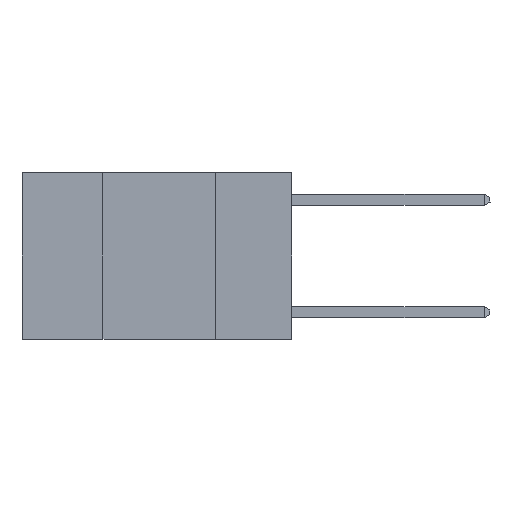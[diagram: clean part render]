
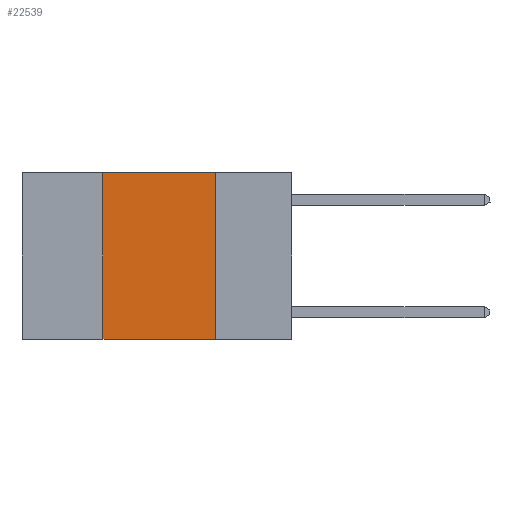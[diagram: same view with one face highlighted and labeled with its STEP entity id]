
A CAD part, left-side view. The second image highlights one B-rep face of the part: STEP entity #22539.
In plain terms, the highlighted planar face has unit normal (-1, 0, 0).
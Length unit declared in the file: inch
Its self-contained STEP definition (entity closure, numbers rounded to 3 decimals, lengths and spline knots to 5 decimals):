
#411 = CARTESIAN_POINT ( 'NONE',  ( 0., 0.17, 0. ) ) ;
#1187 = EDGE_CURVE ( 'NONE', #21476, #10040, #5651, .T. ) ;
#1451 = ORIENTED_EDGE ( 'NONE', *, *, #18334, .F. ) ;
#1636 = CARTESIAN_POINT ( 'NONE',  ( 0., 0.6, -0.37 ) ) ;
#2012 = CARTESIAN_POINT ( 'NONE',  ( 0., 0.6, 0. ) ) ;
#2024 = VECTOR ( 'NONE', #27659, 39.37008 ) ;
#5522 = VECTOR ( 'NONE', #13842, 39.37008 ) ;
#5651 = LINE ( 'NONE', #1636, #2024 ) ;
#5894 = VERTEX_POINT ( 'NONE', #411 ) ;
#6171 = PLANE ( 'NONE',  #13503 ) ;
#6208 = LINE ( 'NONE', #15503, #22637 ) ;
#7431 = CARTESIAN_POINT ( 'NONE',  ( 0., 0.42, 0. ) ) ;
#9865 = ORIENTED_EDGE ( 'NONE', *, *, #23303, .F. ) ;
#10040 = VERTEX_POINT ( 'NONE', #11034 ) ;
#10090 = ORIENTED_EDGE ( 'NONE', *, *, #12716, .F. ) ;
#10410 = CARTESIAN_POINT ( 'NONE',  ( 0., 0.42, -0.37 ) ) ;
#10452 = EDGE_LOOP ( 'NONE', ( #9865, #10090, #1451, #14756 ) ) ;
#10462 = LINE ( 'NONE', #25866, #26552 ) ;
#11034 = CARTESIAN_POINT ( 'NONE',  ( 0., 0.17, -0.37 ) ) ;
#11225 = DIRECTION ( 'NONE',  ( 0., 0., -1. ) ) ;
#11281 = LINE ( 'NONE', #7431, #5522 ) ;
#12716 = EDGE_CURVE ( 'NONE', #16710, #5894, #10462, .T. ) ;
#13503 = AXIS2_PLACEMENT_3D ( 'NONE', #2012, #13564, #16899 ) ;
#13564 = DIRECTION ( 'NONE',  ( 1., 0., 0. ) ) ;
#13842 = DIRECTION ( 'NONE',  ( 0., 0., 1. ) ) ;
#14756 = ORIENTED_EDGE ( 'NONE', *, *, #1187, .T. ) ;
#15503 = CARTESIAN_POINT ( 'NONE',  ( 0., 0.17, 0. ) ) ;
#16710 = VERTEX_POINT ( 'NONE', #27426 ) ;
#16899 = DIRECTION ( 'NONE',  ( 0., 0., -1. ) ) ;
#18334 = EDGE_CURVE ( 'NONE', #21476, #16710, #11281, .T. ) ;
#21444 = FACE_OUTER_BOUND ( 'NONE', #10452, .T. ) ;
#21476 = VERTEX_POINT ( 'NONE', #10410 ) ;
#22539 = ADVANCED_FACE ( 'NONE', ( #21444 ), #6171, .F. ) ;
#22637 = VECTOR ( 'NONE', #11225, 39.37008 ) ;
#23303 = EDGE_CURVE ( 'NONE', #5894, #10040, #6208, .T. ) ;
#25866 = CARTESIAN_POINT ( 'NONE',  ( 0., 0.6, 0. ) ) ;
#26013 = DIRECTION ( 'NONE',  ( 0., -1., 0. ) ) ;
#26552 = VECTOR ( 'NONE', #26013, 39.37008 ) ;
#27426 = CARTESIAN_POINT ( 'NONE',  ( 0., 0.42, 0. ) ) ;
#27659 = DIRECTION ( 'NONE',  ( 0., -1., 0. ) ) ;
